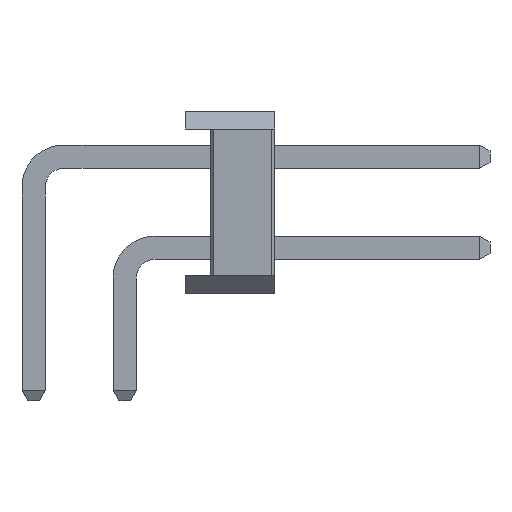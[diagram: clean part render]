
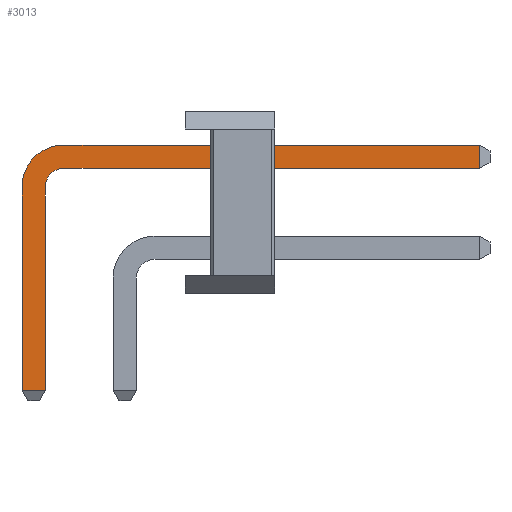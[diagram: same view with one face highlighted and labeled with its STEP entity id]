
A CAD part, left-side view. The second image highlights one B-rep face of the part: STEP entity #3013.
In plain terms, the highlighted planar face has unit normal (-1, 0, 0).
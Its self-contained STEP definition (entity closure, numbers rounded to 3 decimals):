
#3013=ADVANCED_FACE('',(#5335),#5337,.T.);
#5335=FACE_BOUND('',#5336,.T.);
#5336=EDGE_LOOP('',(#6842,#6843,#6844,#6845,#6846,#6847,#6848,#6849));
#5337=PLANE('',#5338);
#5338=AXIS2_PLACEMENT_3D('',#5339,#5340,#5341);
#5339=CARTESIAN_POINT('',(-0.325,-1.685,4.135));
#5340=DIRECTION('',(-1.,-0.,-0.));
#5341=DIRECTION('',(0.,0.,-1.));
#6842=ORIENTED_EDGE('',*,*,#7612,.F.);
#6843=ORIENTED_EDGE('',*,*,#7614,.F.);
#6844=ORIENTED_EDGE('',*,*,#7615,.F.);
#6845=ORIENTED_EDGE('',*,*,#7616,.T.);
#6846=ORIENTED_EDGE('',*,*,#7617,.F.);
#6847=ORIENTED_EDGE('',*,*,#7618,.F.);
#6848=ORIENTED_EDGE('',*,*,#7619,.T.);
#6849=ORIENTED_EDGE('',*,*,#7604,.T.);
#7604=EDGE_CURVE('',#8758,#8750,#8759,.T.);
#7612=EDGE_CURVE('',#8771,#8750,#8772,.T.);
#7614=EDGE_CURVE('',#8774,#8771,#8775,.T.);
#7615=EDGE_CURVE('',#8776,#8774,#8777,.T.);
#7616=EDGE_CURVE('',#8776,#8778,#8779,.T.);
#7617=EDGE_CURVE('',#8780,#8778,#8781,.T.);
#7618=EDGE_CURVE('',#8782,#8780,#8783,.T.);
#7619=EDGE_CURVE('',#8782,#8758,#8784,.T.);
#8750=VERTEX_POINT('',#11364);
#8758=VERTEX_POINT('',#11380);
#8759=LINE('',#11381,#11382);
#8771=VERTEX_POINT('',#11409);
#8772=LINE('',#11410,#11411);
#8774=VERTEX_POINT('',#11416);
#8775=LINE('',#11417,#11418);
#8776=VERTEX_POINT('',#11420);
#8777=CIRCLE('',#11421,0.52);
#8778=VERTEX_POINT('',#11425);
#8779=LINE('',#11426,#11427);
#8780=VERTEX_POINT('',#11429);
#8781=LINE('',#11430,#11431);
#8782=VERTEX_POINT('',#11433);
#8783=LINE('',#11434,#11435);
#8784=CIRCLE('',#11437,1.17);
#11364=CARTESIAN_POINT('',(-0.325,2.865,-2.719));
#11380=CARTESIAN_POINT('',(-0.325,2.865,2.965));
#11381=CARTESIAN_POINT('',(-0.325,2.865,2.965));
#11382=VECTOR('',#11383,1.);
#11383=DIRECTION('',(0.,0.,-1.));
#11409=CARTESIAN_POINT('',(-0.325,2.215,-2.719));
#11410=CARTESIAN_POINT('',(-0.325,2.215,-2.719));
#11411=VECTOR('',#11412,1.);
#11412=DIRECTION('',(0.,1.,0.));
#11416=CARTESIAN_POINT('',(-0.325,2.215,2.965));
#11417=CARTESIAN_POINT('',(-0.325,2.215,2.965));
#11418=VECTOR('',#11419,1.);
#11419=DIRECTION('',(0.,0.,-1.));
#11420=CARTESIAN_POINT('',(-0.325,1.695,3.485));
#11421=AXIS2_PLACEMENT_3D('',#11422,#11423,#11424);
#11422=CARTESIAN_POINT('',(-0.325,1.695,2.965));
#11423=DIRECTION('',(-1.,0.,-0.));
#11424=DIRECTION('',(0.,0.,1.));
#11425=CARTESIAN_POINT('',(-0.325,-9.904,3.485));
#11426=CARTESIAN_POINT('',(-0.325,1.695,3.485));
#11427=VECTOR('',#11428,1.);
#11428=DIRECTION('',(0.,-1.,0.));
#11429=CARTESIAN_POINT('',(-0.325,-9.904,4.135));
#11430=CARTESIAN_POINT('',(-0.325,-9.904,4.135));
#11431=VECTOR('',#11432,1.);
#11432=DIRECTION('',(0.,0.,-1.));
#11433=CARTESIAN_POINT('',(-0.325,1.695,4.135));
#11434=CARTESIAN_POINT('',(-0.325,1.695,4.135));
#11435=VECTOR('',#11436,1.);
#11436=DIRECTION('',(0.,-1.,0.));
#11437=AXIS2_PLACEMENT_3D('',#11438,#11439,#11440);
#11438=CARTESIAN_POINT('',(-0.325,1.695,2.965));
#11439=DIRECTION('',(-1.,0.,-0.));
#11440=DIRECTION('',(0.,0.,1.));
